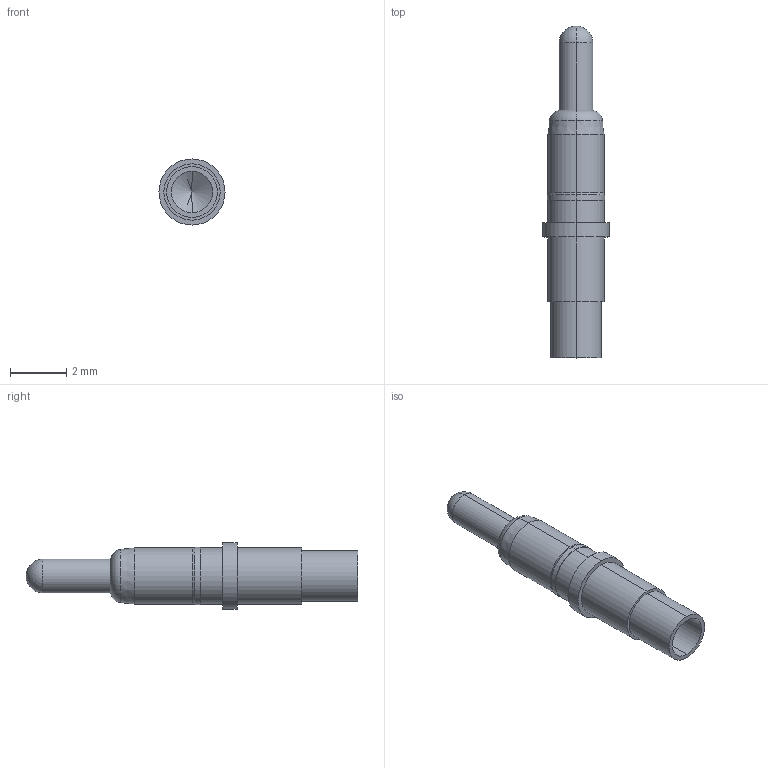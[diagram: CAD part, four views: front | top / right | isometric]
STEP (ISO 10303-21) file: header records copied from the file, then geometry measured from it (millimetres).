
FILE_DESCRIPTION (( 'STEP AP214' ), '1' );
FILE_NAME ('UEBK-30271_2017_09_07.STEP', '2017-09-19T07:48:05', ( '' ), ( '' ), 'SwSTEP 2.0', 'SolidWorks 2017', '' );
FILE_SCHEMA (( 'AUTOMOTIVE_DESIGN' ));
Length unit declared in the file: millimetre
Products named in the file (1): UEBK-30271_2017_09_07
Bounding box: 2.35 x 11.8 x 2.35 mm (x, y, z)
Volume: 26 mm3; surface area: 81.8 mm2
Topology: 1 solids, 1 shells, 31 faces, 66 edges, 38 vertices
Faces by surface type: cylinder 16, cone 6, plane 5, sphere 2, torus 2
Entity records: 830 total; most frequent: DIRECTION 162, CARTESIAN_POINT 128, ORIENTED_EDGE 120, AXIS2_PLACEMENT_3D 70, EDGE_CURVE 60, CIRCLE 38, VERTEX_POINT 36, EDGE_LOOP 36
